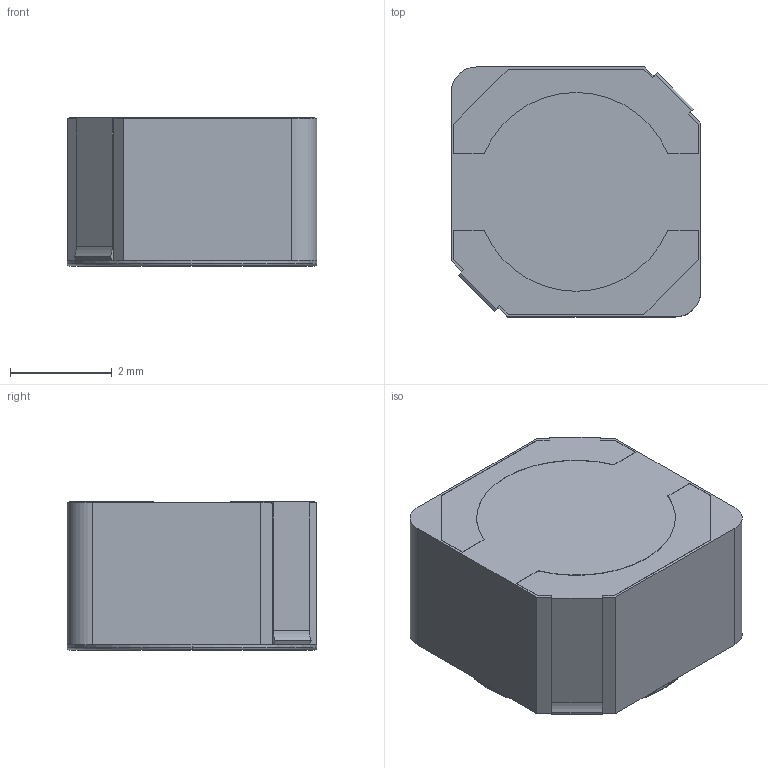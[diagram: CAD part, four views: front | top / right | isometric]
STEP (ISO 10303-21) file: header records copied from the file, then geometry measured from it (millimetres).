
FILE_DESCRIPTION (( 'STEP AP214' ), '1' );
FILE_NAME ('EA50805B-A3D3-4BE7-B5E4-F9331B04E2A5.STEP', '2025-01-24T18:22:34', ( '' ), ( '' ), 'SwSTEP 2.0', 'SolidWorks 2022', '' );
FILE_SCHEMA (( 'AUTOMOTIVE_DESIGN' ));
Length unit declared in the file: millimetre
Products named in the file (1): EA50805B-A3D3-4BE7-B5E4-F9331B04E2A5
Bounding box: 4.9 x 4.9 x 2.9 mm (x, y, z)
Volume: 65.5 mm3; surface area: 109.7 mm2
Topology: 2 solids, 2 shells, 76 faces, 203 edges, 130 vertices
Faces by surface type: plane 58, cylinder 10, cone 4, torus 2, bspline 2
Entity records: 3004 total; most frequent: CARTESIAN_POINT 445, ORIENTED_EDGE 406, DIRECTION 375, EDGE_CURVE 203, LINE 163, VECTOR 163, VERTEX_POINT 130, AXIS2_PLACEMENT_3D 106
